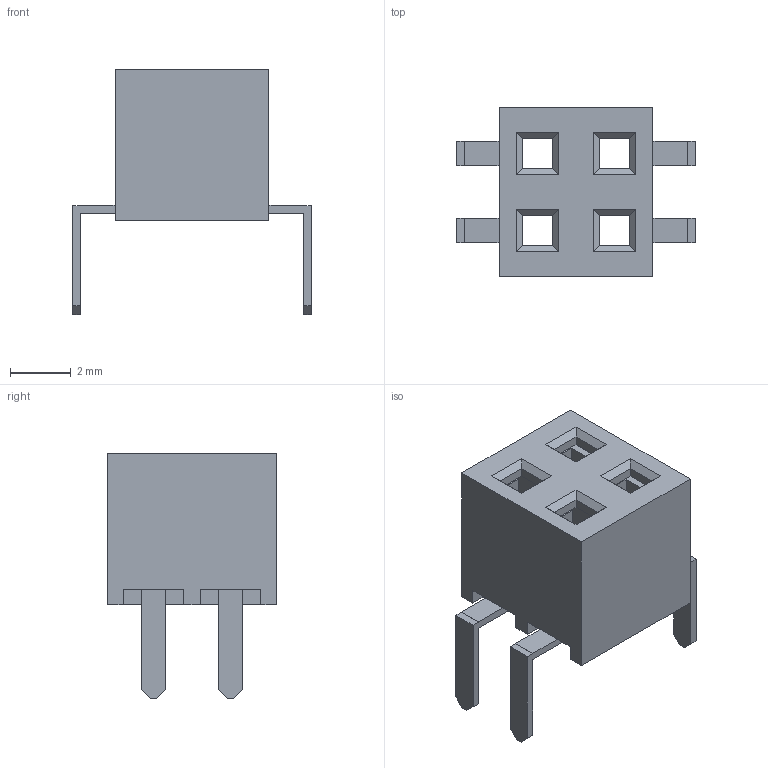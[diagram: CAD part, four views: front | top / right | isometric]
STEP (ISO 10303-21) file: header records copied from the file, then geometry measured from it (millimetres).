
FILE_DESCRIPTION(/* description */ ('model of Wuerth_WR-PHD_613004216921_Large_2x02_P2.54mm_Vertical'),/* implementation_level */ '2;1');
FILE_NAME(/* name */ 'Wuerth_WR-PHD_613004216921_Large_2x02_P2.54mm_Vertical.step',/* time_stamp */ '2024-05-29T23:21:30',/* author */ ('KiCAD','kicad'),/* organization */ ('OCCT'),/* preprocessor_version */ '',/* originating_system */ 'KiCAD',/* authorisation */ '');
FILE_SCHEMA(('AUTOMOTIVE_DESIGN { 1 0 10303 214 1 1 1 1 }'));
Length unit declared in the file: millimetre
Products named in the file (1): Wuerth_WR-PHD_613004216921_Large_2x02_P2.54mm_Vertical
Bounding box: 7.87 x 5.58 x 8.1 mm (x, y, z)
Volume: 100.1 mm3; surface area: 387.4 mm2
Topology: 1 solids, 1 shells, 170 faces, 492 edges, 320 vertices
Faces by surface type: plane 170
Entity records: 7323 total; most frequent: ORIENTED_EDGE 984, CARTESIAN_POINT 983, DIRECTION 834, EDGE_CURVE 492, LINE 492, VECTOR 492, VERTEX_POINT 320, PRESENTATION_STYLE_ASSIGNMENT 202
